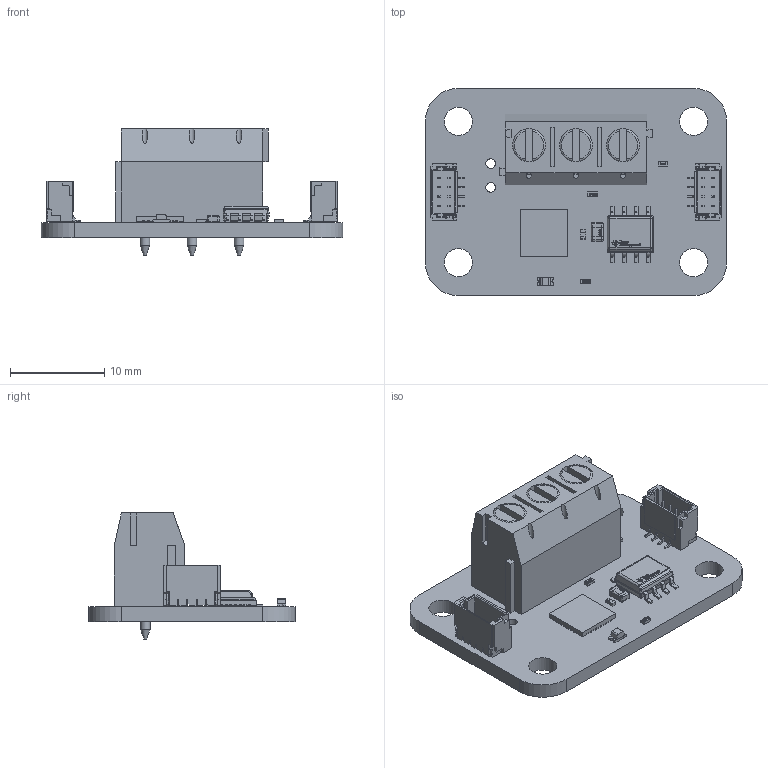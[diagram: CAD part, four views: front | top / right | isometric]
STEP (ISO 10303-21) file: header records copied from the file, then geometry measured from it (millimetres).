
FILE_DESCRIPTION(('Open CASCADE Model'),'2;1');
FILE_NAME('Open CASCADE Shape Model','2025-05-20T07:08:03',('Author'),( 'Open CASCADE'),'Open CASCADE STEP processor 7.5','Open CASCADE 7.5' ,'Unknown');
FILE_SCHEMA(('AUTOMOTIVE_DESIGN { 1 0 10303 214 1 1 1 1 }'));
Length unit declared in the file: millimetre
Products named in the file (42): PCB; Board; Open CASCADE STEP translator 7.5 7.1.1; X1; 691102710003; 6911027100xx_CAGE; 6911027100xx_PIN; 6911027100xx_VIS; 691502710003; STAT1; 0603 LED Green; Solid1; Solid4; U2; IC_Texas_Instruments_SN65HVD12DR_eec; BODY-SO; LEAD-D0008A; Texas Logo Yury; Texas Logo Yury - 1; R6; User Library-R SMD 0402; User Library-R SMD 0402_0402 BODY; User Library-R SMD 0402_0402 PAD; User Library-R SMD 0402_0402 OPIS; R5; U; DUELink-U-Connector-BM04B-SRSS-TB; D; DUELink-Connector-BM04B-SRSS-TB; R4; C2; 0805 SMD Capacitor; C1; C0402; Free-Models; STM32-QFN32
Assembly tree (57 placements, depth 4):
  PCB
    Board
      Open CASCADE STEP translator 7.5 7.1.1
    X1
      691102710003
        6911027100xx_CAGE  x3
        6911027100xx_PIN  x3
        6911027100xx_VIS  x3
        691502710003
    STAT1
      0603 LED Green
        Solid1
        Solid4
        Solid1
        Solid1
        Solid4
        Solid1
        Solid1
        Solid1
    U2
      IC_Texas_Instruments_SN65HVD12DR_eec
        BODY-SO
        LEAD-D0008A  x8
        Texas Logo Yury
        Texas Logo Yury - 1
    R6
      User Library-R SMD 0402
        User Library-R SMD 0402_0402 BODY
        User Library-R SMD 0402_0402 PAD  x2
        User Library-R SMD 0402_0402 OPIS
    R5
      User Library-R SMD 0402
        User Library-R SMD 0402_0402 BODY
        User Library-R SMD 0402_0402 PAD  x2
        User Library-R SMD 0402_0402 OPIS
    U
      DUELink-U-Connector-BM04B-SRSS-TB
    D
      DUELink-Connector-BM04B-SRSS-TB
    R4
      User Library-R SMD 0402
        User Library-R SMD 0402_0402 BODY
        User Library-R SMD 0402_0402 PAD  x2
        User Library-R SMD 0402_0402 OPIS
    C2
      0805 SMD Capacitor
    C1
      C0402
    Free-Models
      STM32-QFN32
Bounding box: 32 x 22 x 13.4 mm (x, y, z)
Volume: 1969 mm3; surface area: 4175.1 mm2
Topology: 124 solids, 124 shells, 2328 faces, 7327 edges, 6706 vertices
Faces by surface type: plane 1632, cylinder 339, bspline 318, cone 12, sphere 10, torus 9, revolution 8
Full cylindrical faces by diameter (mm): 0.6 x3, 1 x3, 1.016 x2, 1.3 x3, 2 x3, 2.5 x3, 2.75 x3, 3 x7, 3.5 x6
Entity records: 80278 total; most frequent: CARTESIAN_POINT 21832, DIRECTION 9772, ORIENTED_EDGE 9614, LINE 5074, VECTOR 5074, EDGE_CURVE 4807, VERTEX_POINT 3138, AXIS2_PLACEMENT_3D 2345
